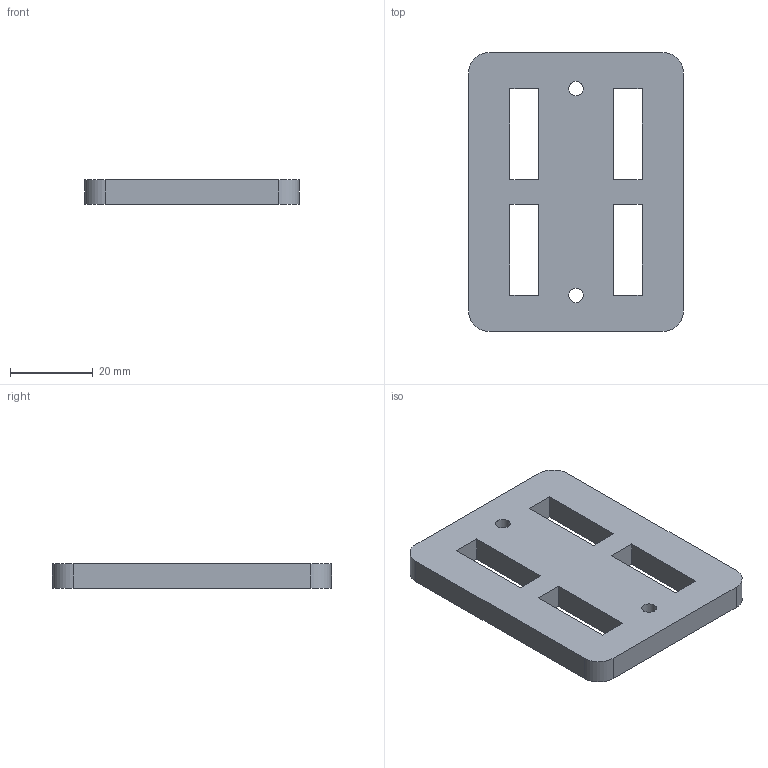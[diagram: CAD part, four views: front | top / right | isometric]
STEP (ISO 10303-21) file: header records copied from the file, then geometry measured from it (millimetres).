
FILE_DESCRIPTION (( 'STEP AP214' ), '1' );
FILE_NAME ('1009-A2P-A.STEP', '2013-05-15T14:37:10', ( '3DAssist' ), ( '' ), 'SwSTEP 2.0', 'SolidWorks 2013', '' );
FILE_SCHEMA (( 'AUTOMOTIVE_DESIGN' ));
Length unit declared in the file: millimetre
Products named in the file (1): 1009-A2P-A
Bounding box: 52 x 67.5 x 6 mm (x, y, z)
Volume: 17119.8 mm3; surface area: 8613 mm2
Topology: 1 solids, 1 shells, 28 faces, 79 edges, 53 vertices
Faces by surface type: plane 22, cylinder 6
Full cylindrical faces by diameter (mm): 3.5 x2
Entity records: 942 total; most frequent: CARTESIAN_POINT 157, ORIENTED_EDGE 152, DIRECTION 146, EDGE_CURVE 76, VECTOR 64, LINE 64, VERTEX_POINT 52, EDGE_LOOP 42
